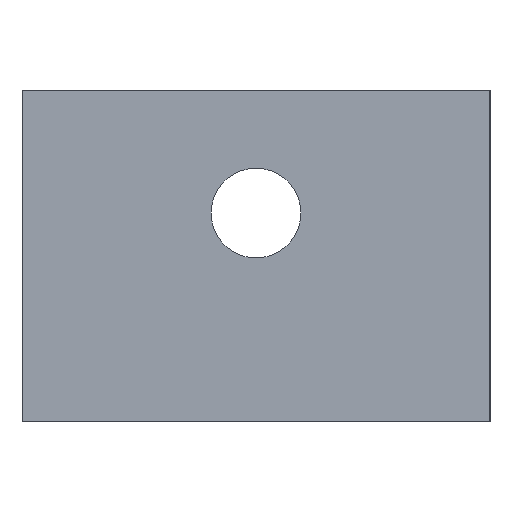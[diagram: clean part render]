
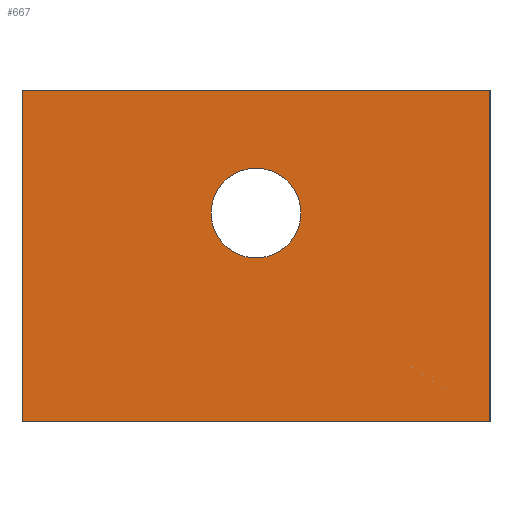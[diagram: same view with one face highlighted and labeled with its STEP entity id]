
A CAD part, left-side view. The second image highlights one B-rep face of the part: STEP entity #667.
In plain terms, the highlighted planar face has unit normal (-1, 0, 0).
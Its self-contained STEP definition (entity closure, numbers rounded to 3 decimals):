
#20=CIRCLE('',#698,1.15);
#26=FACE_BOUND('',#99,.T.);
#59=FACE_OUTER_BOUND('',#98,.T.);
#98=EDGE_LOOP('',(#590,#591,#592,#593));
#99=EDGE_LOOP('',(#594));
#168=LINE('',#1023,#254);
#175=LINE('',#1034,#261);
#178=LINE('',#1040,#264);
#186=LINE('',#1054,#272);
#254=VECTOR('',#838,10.);
#261=VECTOR('',#847,10.);
#264=VECTOR('',#852,10.);
#272=VECTOR('',#866,10.);
#320=VERTEX_POINT('',#1011);
#323=VERTEX_POINT('',#1021);
#324=VERTEX_POINT('',#1022);
#325=VERTEX_POINT('',#1027);
#328=VERTEX_POINT('',#1036);
#399=EDGE_CURVE('',#320,#320,#20,.T.);
#404=EDGE_CURVE('',#323,#324,#168,.F.);
#411=EDGE_CURVE('',#325,#324,#175,.T.);
#414=EDGE_CURVE('',#325,#328,#178,.T.);
#422=EDGE_CURVE('',#328,#323,#186,.F.);
#590=ORIENTED_EDGE('',*,*,#414,.F.);
#591=ORIENTED_EDGE('',*,*,#411,.T.);
#592=ORIENTED_EDGE('',*,*,#404,.F.);
#593=ORIENTED_EDGE('',*,*,#422,.F.);
#594=ORIENTED_EDGE('',*,*,#399,.T.);
#633=PLANE('',#707);
#667=ADVANCED_FACE('',(#59,#26),#633,.T.);
#698=AXIS2_PLACEMENT_3D('',#1012,#828,#829);
#707=AXIS2_PLACEMENT_3D('',#1056,#869,#870);
#828=DIRECTION('center_axis',(1.,0.,0.));
#829=DIRECTION('ref_axis',(0.,0.,1.));
#838=DIRECTION('',(0.,1.,0.));
#847=DIRECTION('',(0.,0.,1.));
#852=DIRECTION('',(0.,1.,0.));
#866=DIRECTION('',(0.,0.,-1.));
#869=DIRECTION('center_axis',(-1.,0.,0.));
#870=DIRECTION('ref_axis',(0.,-1.,0.));
#1011=CARTESIAN_POINT('',(-10.381,93.113,-109.221));
#1012=CARTESIAN_POINT('Origin',(-10.381,93.113,-108.071));
#1021=CARTESIAN_POINT('',(-10.381,99.113,-104.921));
#1022=CARTESIAN_POINT('',(-10.381,87.113,-104.921));
#1023=CARTESIAN_POINT('',(-10.381,96.113,-104.921));
#1027=CARTESIAN_POINT('',(-10.381,87.113,-113.421));
#1034=CARTESIAN_POINT('',(-10.381,87.113,-111.421));
#1036=CARTESIAN_POINT('',(-10.381,99.113,-113.421));
#1040=CARTESIAN_POINT('',(-10.381,96.113,-113.421));
#1054=CARTESIAN_POINT('',(-10.381,99.113,-111.421));
#1056=CARTESIAN_POINT('Origin',(-10.381,99.113,-111.421));
